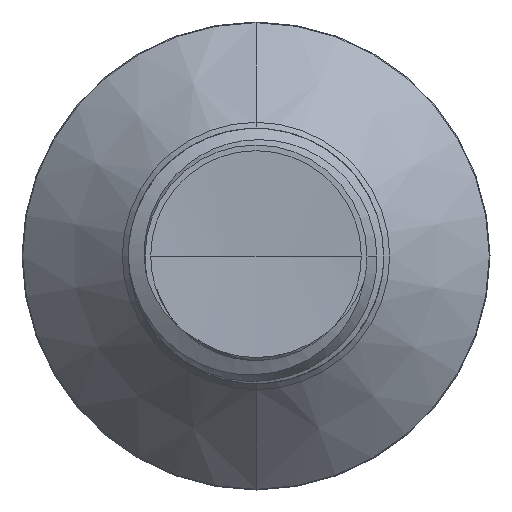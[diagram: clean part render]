
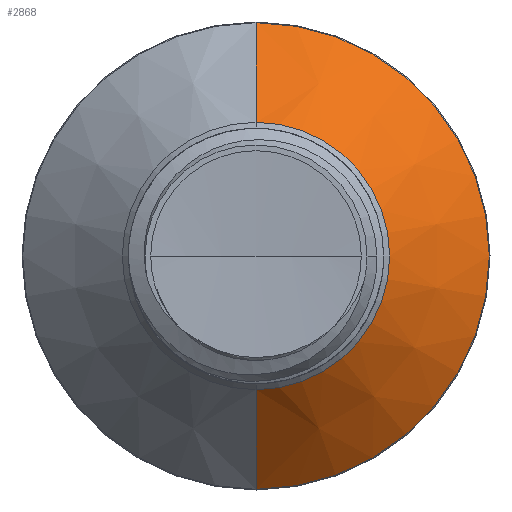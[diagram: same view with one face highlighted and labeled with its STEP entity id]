
A CAD part, front view. The second image highlights one B-rep face of the part: STEP entity #2868.
In plain terms, the highlighted conical face has half-angle 45 degrees and reference radius 3.141 mm.
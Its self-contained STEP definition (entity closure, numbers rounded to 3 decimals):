
#439 = LINE ( 'NONE', #1589, #18389 ) ;
#923 = AXIS2_PLACEMENT_3D ( 'NONE', #1752, #1729, #1722 ) ;
#1584 = DIRECTION ( 'NONE',  ( 0., 0.707, 0.707 ) ) ;
#1589 = CARTESIAN_POINT ( 'NONE',  ( 0., 7.969, 3.141 ) ) ;
#1722 = DIRECTION ( 'NONE',  ( 0., 0., 1. ) ) ;
#1729 = DIRECTION ( 'NONE',  ( 0., 1., 0. ) ) ;
#1752 = CARTESIAN_POINT ( 'NONE',  ( 0., 10.31, 0. ) ) ;
#1918 = CIRCLE ( 'NONE', #28036, 3.141 ) ;
#2051 = DIRECTION ( 'NONE',  ( 0., 0.707, -0.707 ) ) ;
#2339 = DIRECTION ( 'NONE',  ( 0., 0., 1. ) ) ;
#2365 = DIRECTION ( 'NONE',  ( 0., 1., 0. ) ) ;
#2375 = CARTESIAN_POINT ( 'NONE',  ( 0., 7.969, 0. ) ) ;
#2444 = CARTESIAN_POINT ( 'NONE',  ( 0., 7.969, -3.141 ) ) ;
#2868 = ADVANCED_FACE ( 'NONE', ( #20090 ), #19395, .T. ) ;
#3400 = AXIS2_PLACEMENT_3D ( 'NONE', #14207, #14164, #14303 ) ;
#3593 = CARTESIAN_POINT ( 'NONE',  ( 0., 7.969, 3.141 ) ) ;
#4324 = VERTEX_POINT ( 'NONE', #12131 ) ;
#4737 = CARTESIAN_POINT ( 'NONE',  ( 0., 10.31, 5.483 ) ) ;
#5224 = VERTEX_POINT ( 'NONE', #4737 ) ;
#5844 = CARTESIAN_POINT ( 'NONE',  ( 0., 10.31, -5.483 ) ) ;
#6698 = VECTOR ( 'NONE', #2051, 1000. ) ;
#7438 = LINE ( 'NONE', #2444, #6698 ) ;
#11213 = EDGE_CURVE ( 'NONE', #27011, #4324, #1918, .T. ) ;
#11347 = EDGE_CURVE ( 'NONE', #4324, #26804, #7438, .T. ) ;
#11393 = EDGE_CURVE ( 'NONE', #5224, #26804, #13026, .T. ) ;
#11439 = EDGE_CURVE ( 'NONE', #27011, #5224, #439, .T. ) ;
#11794 = ORIENTED_EDGE ( 'NONE', *, *, #11393, .F. ) ;
#12131 = CARTESIAN_POINT ( 'NONE',  ( 0., 7.969, -3.141 ) ) ;
#13026 = CIRCLE ( 'NONE', #923, 5.483 ) ;
#14164 = DIRECTION ( 'NONE',  ( 0., 1., 0. ) ) ;
#14207 = CARTESIAN_POINT ( 'NONE',  ( 0., 7.969, 0. ) ) ;
#14303 = DIRECTION ( 'NONE',  ( 0., 0., 1. ) ) ;
#18389 = VECTOR ( 'NONE', #1584, 1000. ) ;
#19395 = CONICAL_SURFACE ( 'NONE', #3400, 3.141, 0.785 ) ;
#20090 = FACE_OUTER_BOUND ( 'NONE', #21741, .T. ) ;
#21741 = EDGE_LOOP ( 'NONE', ( #22909, #27939, #11794, #28489 ) ) ;
#22909 = ORIENTED_EDGE ( 'NONE', *, *, #11213, .T. ) ;
#26804 = VERTEX_POINT ( 'NONE', #5844 ) ;
#27011 = VERTEX_POINT ( 'NONE', #3593 ) ;
#27939 = ORIENTED_EDGE ( 'NONE', *, *, #11347, .T. ) ;
#28036 = AXIS2_PLACEMENT_3D ( 'NONE', #2375, #2365, #2339 ) ;
#28489 = ORIENTED_EDGE ( 'NONE', *, *, #11439, .F. ) ;
